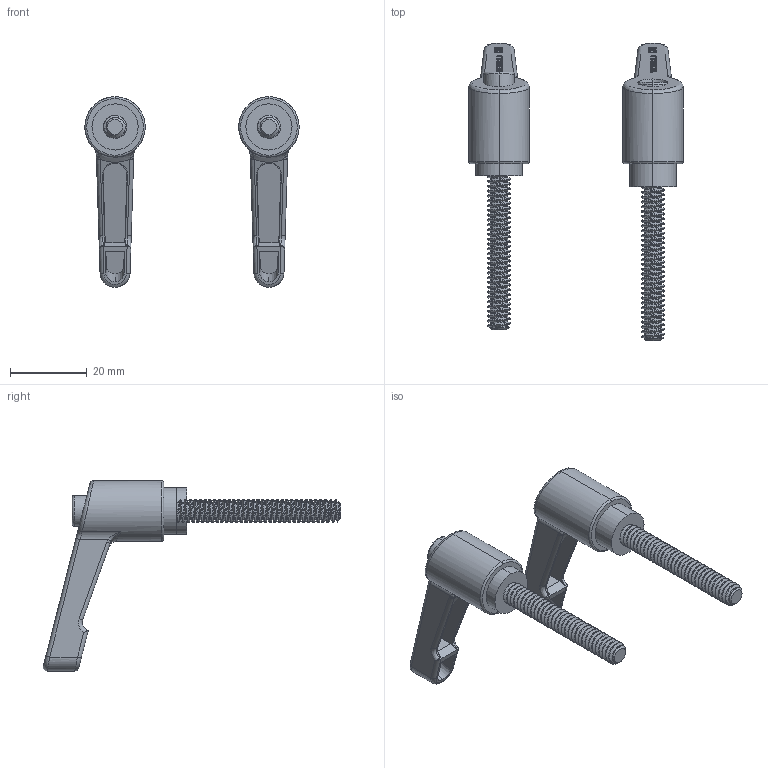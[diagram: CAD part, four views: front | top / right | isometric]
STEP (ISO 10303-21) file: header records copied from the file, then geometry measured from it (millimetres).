
FILE_DESCRIPTION (( 'STEP AP214' ), '1' );
FILE_NAME ('02783-Clamp Lever Stainless Steel Ext Thread Nylon Black Handle M8.STEP', '2018-08-06T22:05:24', ( '' ), ( '' ), 'SwSTEP 2.0', 'SolidWorks 2018', '' );
FILE_SCHEMA (( 'AUTOMOTIVE_DESIGN' ));
Length unit declared in the file: millimetre
Products named in the file (3): 02783 Clamp Lever Stainless Steel Ext Thread Nylon Black Handle M8_down; 02783 Clamp Lever Stainless Steel Ext Thread Nylon Black Handle M8_up; 02783-Clamp Lever Stainless Steel Ext Thread Nylon Black Handle M8
Assembly tree (2 placements, depth 2):
  02783-Clamp Lever Stainless Steel Ext Thread Nylon Black Handle M8
    02783 Clamp Lever Stainless Steel Ext Thread Nylon Black Handle M8_up
    02783 Clamp Lever Stainless Steel Ext Thread Nylon Black Handle M8_down
Bounding box: 55.7 x 77.31 x 49.52 mm (x, y, z)
Volume: 13849.1 mm3; surface area: 8598.9 mm2
Topology: 2 solids, 2 shells, 780 faces, 2106 edges, 1386 vertices
Faces by surface type: plane 328, bspline 272, cylinder 164, torus 8, cone 8
Entity records: 53338 total; most frequent: CARTESIAN_POINT 34747, ORIENTED_EDGE 4204, DIRECTION 2378, EDGE_CURVE 2102, VERTEX_POINT 1386, LINE 1184, VECTOR 1184, EDGE_LOOP 840
